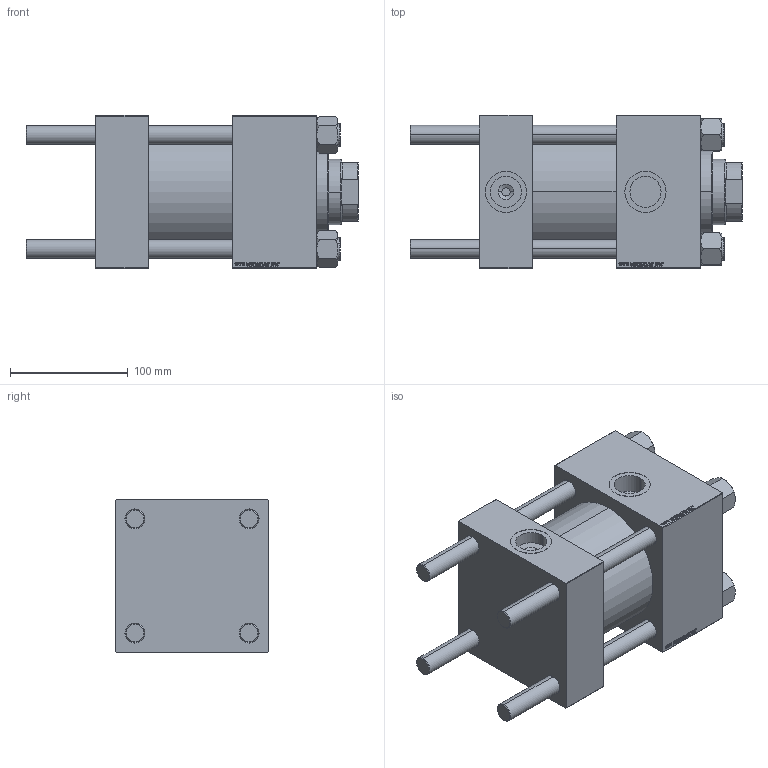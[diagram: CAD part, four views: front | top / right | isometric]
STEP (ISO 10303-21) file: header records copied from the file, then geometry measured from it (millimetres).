
FILE_DESCRIPTION (( 'STEP AP203' ), '1' );
FILE_NAME ('ee17.STEP', '2023-08-26T15:19:58', ( '' ), ( '' ), 'SwSTEP 2.0', 'SolidWorks 2019', '' );
FILE_SCHEMA (( 'CONFIG_CONTROL_DESIGN' ));
Length unit declared in the file: millimetre
Products named in the file (6): NUT_M5 cb49315296a9dcacff949447e6b35bdc; V215CR_VCP cb49315296a9dcacff949447e6b35bdc; V215_VC_A cb49315296a9dcacff949447e6b35bdc; CR025_012_A_0_G_A_G_M_020_+#_##_TYCINKA cb49315296a9dcacff949447e6b35bdc; ee17; V215CR_BODY_A cb49315296a9dcacff949447e6b35bdc
Assembly tree (11 placements, depth 2):
  ee17
    V215CR_BODY_A cb49315296a9dcacff949447e6b35bdc
    CR025_012_A_0_G_A_G_M_020_+#_##_TYCINKA cb49315296a9dcacff949447e6b35bdc  x4
    NUT_M5 cb49315296a9dcacff949447e6b35bdc  x4
    V215CR_VCP cb49315296a9dcacff949447e6b35bdc
    V215_VC_A cb49315296a9dcacff949447e6b35bdc
Bounding box: 282 x 130 x 130 mm (x, y, z)
Volume: 2554808.2 mm3; surface area: 360593.5 mm2
Topology: 11 solids, 11 shells, 1182 faces, 3006 edges, 1959 vertices
Faces by surface type: plane 568, bspline 392, cone 136, cylinder 78, torus 8
Entity records: 50302 total; most frequent: CARTESIAN_POINT 27092, ORIENTED_EDGE 5276, DIRECTION 3314, EDGE_CURVE 2638, VERTEX_POINT 1737, VECTOR 1604, LINE 1604, EDGE_LOOP 1155
